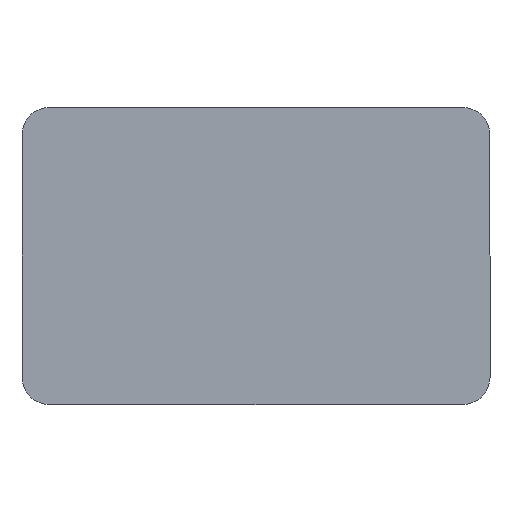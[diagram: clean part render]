
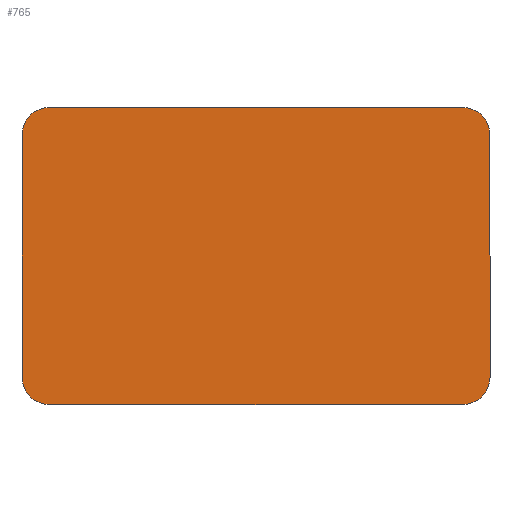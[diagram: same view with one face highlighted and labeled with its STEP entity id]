
A CAD part, front view. The second image highlights one B-rep face of the part: STEP entity #765.
In plain terms, the highlighted planar face has unit normal (0, -1, 0).
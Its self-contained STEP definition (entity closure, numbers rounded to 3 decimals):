
#3 = VERTEX_POINT ( 'NONE', #1110 ) ;
#10 = EDGE_CURVE ( 'NONE', #109, #385, #869, .T. ) ;
#22 = CARTESIAN_POINT ( 'NONE',  ( 21.25, 0., -13.5 ) ) ;
#44 = EDGE_LOOP ( 'NONE', ( #807, #884, #262, #461, #674, #318, #917, #538 ) ) ;
#52 = EDGE_CURVE ( 'NONE', #3, #238, #1017, .T. ) ;
#66 = DIRECTION ( 'NONE',  ( 0., 0., 1. ) ) ;
#109 = VERTEX_POINT ( 'NONE', #331 ) ;
#141 = EDGE_CURVE ( 'NONE', #3, #382, #417, .T. ) ;
#186 = EDGE_CURVE ( 'NONE', #109, #238, #1185, .T. ) ;
#202 = VERTEX_POINT ( 'NONE', #255 ) ;
#207 = EDGE_CURVE ( 'NONE', #1112, #385, #740, .T. ) ;
#210 = AXIS2_PLACEMENT_3D ( 'NONE', #442, #542, #1241 ) ;
#217 = VECTOR ( 'NONE', #641, 1000. ) ;
#238 = VERTEX_POINT ( 'NONE', #742 ) ;
#245 = CARTESIAN_POINT ( 'NONE',  ( -21.25, 0., 13.5 ) ) ;
#252 = PLANE ( 'NONE',  #775 ) ;
#255 = CARTESIAN_POINT ( 'NONE',  ( 21.25, 0., -11. ) ) ;
#262 = ORIENTED_EDGE ( 'NONE', *, *, #207, .F. ) ;
#267 = DIRECTION ( 'NONE',  ( 0., 0., 1. ) ) ;
#278 = AXIS2_PLACEMENT_3D ( 'NONE', #369, #779, #267 ) ;
#318 = ORIENTED_EDGE ( 'NONE', *, *, #597, .T. ) ;
#321 = CARTESIAN_POINT ( 'NONE',  ( 21.25, 0., 11. ) ) ;
#331 = CARTESIAN_POINT ( 'NONE',  ( -21.25, 0., -11. ) ) ;
#350 = CARTESIAN_POINT ( 'NONE',  ( -21.25, 0., -13.5 ) ) ;
#357 = VERTEX_POINT ( 'NONE', #321 ) ;
#369 = CARTESIAN_POINT ( 'NONE',  ( 18.75, 0., 11. ) ) ;
#382 = VERTEX_POINT ( 'NONE', #1109 ) ;
#385 = VERTEX_POINT ( 'NONE', #718 ) ;
#417 = LINE ( 'NONE', #245, #217 ) ;
#442 = CARTESIAN_POINT ( 'NONE',  ( -18.75, 0., 11. ) ) ;
#451 = CARTESIAN_POINT ( 'NONE',  ( -21.25, 0., -13.5 ) ) ;
#458 = DIRECTION ( 'NONE',  ( 0., 0., 1. ) ) ;
#461 = ORIENTED_EDGE ( 'NONE', *, *, #602, .T. ) ;
#464 = CIRCLE ( 'NONE', #278, 2.5 ) ;
#467 = LINE ( 'NONE', #22, #870 ) ;
#538 = ORIENTED_EDGE ( 'NONE', *, *, #52, .T. ) ;
#542 = DIRECTION ( 'NONE',  ( 0., -1., 0. ) ) ;
#597 = EDGE_CURVE ( 'NONE', #357, #382, #464, .T. ) ;
#602 = EDGE_CURVE ( 'NONE', #1112, #202, #1230, .T. ) ;
#605 = AXIS2_PLACEMENT_3D ( 'NONE', #672, #972, #458 ) ;
#622 = CARTESIAN_POINT ( 'NONE',  ( -18.75, 0., -11. ) ) ;
#641 = DIRECTION ( 'NONE',  ( 1., 0., 0. ) ) ;
#656 = VECTOR ( 'NONE', #1251, 1000. ) ;
#663 = DIRECTION ( 'NONE',  ( 0., 0., 1. ) ) ;
#672 = CARTESIAN_POINT ( 'NONE',  ( 18.75, 0., -11. ) ) ;
#674 = ORIENTED_EDGE ( 'NONE', *, *, #1137, .F. ) ;
#681 = AXIS2_PLACEMENT_3D ( 'NONE', #622, #1219, #1121 ) ;
#718 = CARTESIAN_POINT ( 'NONE',  ( -18.75, 0., -13.5 ) ) ;
#740 = LINE ( 'NONE', #350, #656 ) ;
#742 = CARTESIAN_POINT ( 'NONE',  ( -21.25, 0., 11. ) ) ;
#765 = ADVANCED_FACE ( 'NONE', ( #900 ), #252, .F. ) ;
#775 = AXIS2_PLACEMENT_3D ( 'NONE', #966, #1257, #663 ) ;
#779 = DIRECTION ( 'NONE',  ( 0., -1., 0. ) ) ;
#807 = ORIENTED_EDGE ( 'NONE', *, *, #186, .F. ) ;
#818 = DIRECTION ( 'NONE',  ( 0., 0., -1. ) ) ;
#869 = CIRCLE ( 'NONE', #681, 2.5 ) ;
#870 = VECTOR ( 'NONE', #818, 1000. ) ;
#884 = ORIENTED_EDGE ( 'NONE', *, *, #10, .T. ) ;
#900 = FACE_OUTER_BOUND ( 'NONE', #44, .T. ) ;
#917 = ORIENTED_EDGE ( 'NONE', *, *, #141, .F. ) ;
#928 = VECTOR ( 'NONE', #66, 1000. ) ;
#966 = CARTESIAN_POINT ( 'NONE',  ( 0., 0., 0. ) ) ;
#972 = DIRECTION ( 'NONE',  ( 0., -1., 0. ) ) ;
#1017 = CIRCLE ( 'NONE', #210, 2.5 ) ;
#1109 = CARTESIAN_POINT ( 'NONE',  ( 18.75, 0., 13.5 ) ) ;
#1110 = CARTESIAN_POINT ( 'NONE',  ( -18.75, 0., 13.5 ) ) ;
#1112 = VERTEX_POINT ( 'NONE', #1204 ) ;
#1121 = DIRECTION ( 'NONE',  ( 0., 0., 1. ) ) ;
#1137 = EDGE_CURVE ( 'NONE', #357, #202, #467, .T. ) ;
#1185 = LINE ( 'NONE', #451, #928 ) ;
#1204 = CARTESIAN_POINT ( 'NONE',  ( 18.75, 0., -13.5 ) ) ;
#1219 = DIRECTION ( 'NONE',  ( 0., -1., 0. ) ) ;
#1230 = CIRCLE ( 'NONE', #605, 2.5 ) ;
#1241 = DIRECTION ( 'NONE',  ( 0., 0., 1. ) ) ;
#1251 = DIRECTION ( 'NONE',  ( -1., 0., 0. ) ) ;
#1257 = DIRECTION ( 'NONE',  ( 0., 1., 0. ) ) ;
